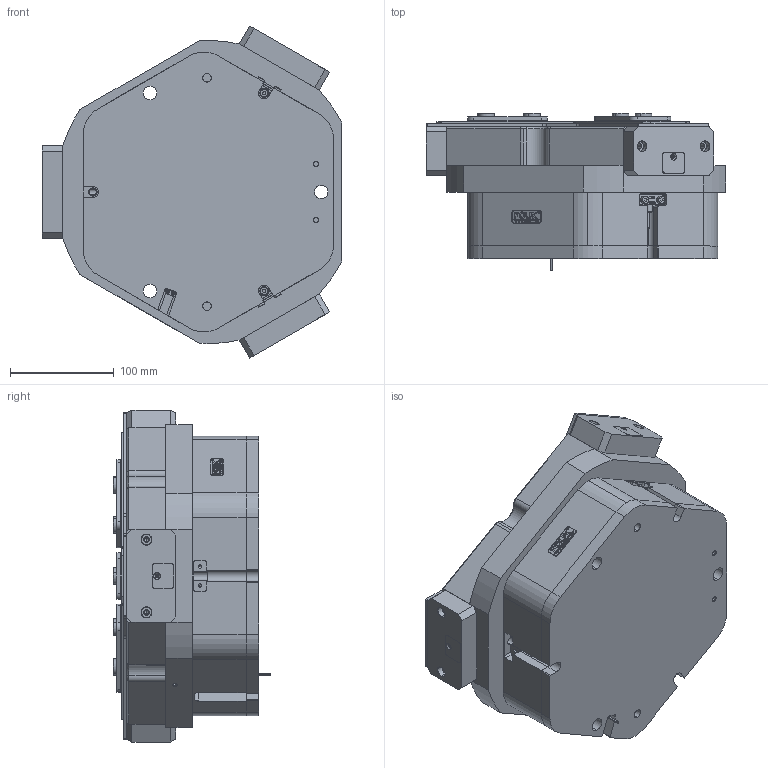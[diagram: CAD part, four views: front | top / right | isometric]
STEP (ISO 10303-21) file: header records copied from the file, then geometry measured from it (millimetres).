
FILE_DESCRIPTION (( 'STEP AP203' ), '1' );
FILE_NAME ('FZ185-292-P.STEP', '2025-03-31T06:52:34', ( 'USER-' ), ( 'Microsoft' ), 'SwSTEP 2.0', 'SolidWorks 2018', '' );
FILE_SCHEMA (( 'CONFIG_CONTROL_DESIGN' ));
Length unit declared in the file: millimetre
Products named in the file (19): ﾏ擎ﾗ16｡ﾁ12｡ﾁ8; FZ185-292-P; TZT185-292-M-05 菁裔啣; 内六角圆柱头螺钉[GBT70_1-2008][M4×8]_M4×8; TZT185-292-M-01 褲极; 棠羲換覜ん; 0-TZT185-292-P; TZT185-292-M-12 耜猾极; TZT185-292-M-20 囀笢猾啣; 20241226-M4 M4換覜ん揤輸.step; TR300-15-1晚假蚾輸; TZT185-292-M-11 奻葡裔啣; 电容传感器8x30接近开关; TZT185-292-M-06 笢猾啣; TZT185-292-M-02 賑輸; TZT185-292-M-14 忒硌薊啣; TZT185-292-M-13 痄雄結啣; 32x12-R2; TZT185-292-M-15 耜猾苤裔
Assembly tree (49 placements, depth 3):
  FZ185-292-P
    TZT185-292-M-01 褲极
    TZT185-292-M-02 賑輸  x3
    TR300-15-1晚假蚾輸  x3
    TZT185-292-M-06 笢猾啣
    TZT185-292-M-05 菁裔啣
    20241226-M4 M4換覜ん揤輸.step  x2
    TZT185-292-M-20 囀笢猾啣  x3
    内六角圆柱头螺钉[GBT70_1-2008][M4×8]_M4×8  x4
    电容传感器8x30接近开关  x2
    32x12-R2
    棠羲換覜ん  x2
    ﾏ擎ﾗ16｡ﾁ12｡ﾁ8  x12
    0-TZT185-292-P
      TZT185-292-M-12 耜猾极  x3
      TZT185-292-M-15 耜猾苤裔  x3
      TZT185-292-M-11 奻葡裔啣
      TZT185-292-M-13 痄雄結啣  x3
      TZT185-292-M-14 忒硌薊啣  x3
Bounding box: 289 x 151.69 x 319.9 mm (x, y, z)
Volume: 6642065.4 mm3; surface area: 707251.7 mm2
Topology: 48 solids, 54 shells, 2921 faces, 7591 edges, 4854 vertices
Faces by surface type: plane 1343, cylinder 790, cone 395, bspline 377, torus 16
Entity records: 68291 total; most frequent: CARTESIAN_POINT 20758, ORIENTED_EDGE 9626, DIRECTION 8637, EDGE_CURVE 4813, VERTEX_POINT 3126, VECTOR 3095, LINE 3095, AXIS2_PLACEMENT_3D 2771
